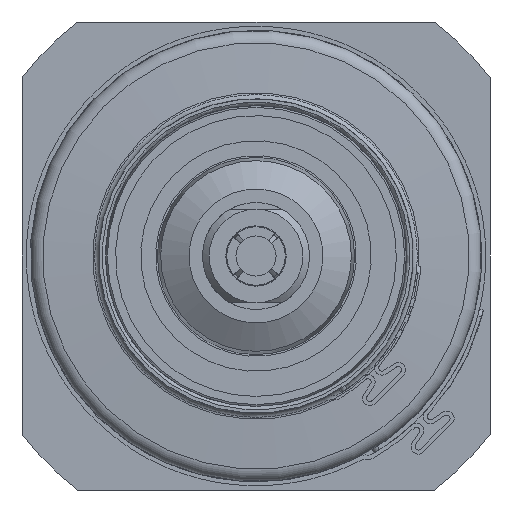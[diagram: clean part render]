
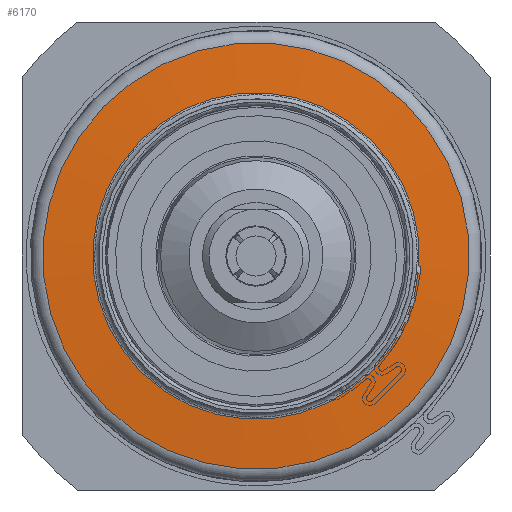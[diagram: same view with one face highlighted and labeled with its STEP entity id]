
A CAD part, left-side view. The second image highlights one B-rep face of the part: STEP entity #6170.
In plain terms, the highlighted conical face has half-angle 86 degrees and reference radius 28.16 mm.
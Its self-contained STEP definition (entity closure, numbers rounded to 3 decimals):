
#32=CONICAL_SURFACE('',#6578,28.16,86.);
#474=FACE_BOUND('',#1181,.T.);
#815=FACE_OUTER_BOUND('',#1180,.T.);
#1180=EDGE_LOOP('',(#4319));
#1181=EDGE_LOOP('',(#4320));
#1683=CIRCLE('',#6577,24.43);
#1684=CIRCLE('',#6579,31.89);
#2839=VERTEX_POINT('',#9474);
#2840=VERTEX_POINT('',#9477);
#3440=EDGE_CURVE('',#2839,#2839,#1683,.T.);
#3441=EDGE_CURVE('',#2840,#2840,#1684,.T.);
#4319=ORIENTED_EDGE('',*,*,#3440,.T.);
#4320=ORIENTED_EDGE('',*,*,#3441,.F.);
#6170=ADVANCED_FACE('',(#815,#474),#32,.T.);
#6577=AXIS2_PLACEMENT_3D('',#9475,#7402,#7403);
#6578=AXIS2_PLACEMENT_3D('',#9476,#7404,#7405);
#6579=AXIS2_PLACEMENT_3D('',#9478,#7406,#7407);
#7402=DIRECTION('center_axis',(1.,0.,0.));
#7403=DIRECTION('ref_axis',(0.,-0.103,-0.995));
#7404=DIRECTION('center_axis',(1.,0.,0.));
#7405=DIRECTION('ref_axis',(0.,0.995,-0.103));
#7406=DIRECTION('center_axis',(1.,0.,0.));
#7407=DIRECTION('ref_axis',(0.,-0.103,-0.995));
#9474=CARTESIAN_POINT('',(78.95,24.301,-2.508));
#9475=CARTESIAN_POINT('Origin',(78.95,0.,
0.));
#9476=CARTESIAN_POINT('Origin',(79.211,0.,
0.));
#9477=CARTESIAN_POINT('',(79.472,31.721,-3.274));
#9478=CARTESIAN_POINT('Origin',(79.472,0.,
0.));
